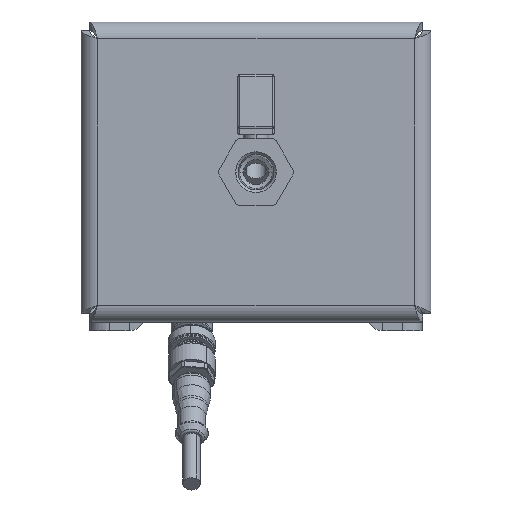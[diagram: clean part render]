
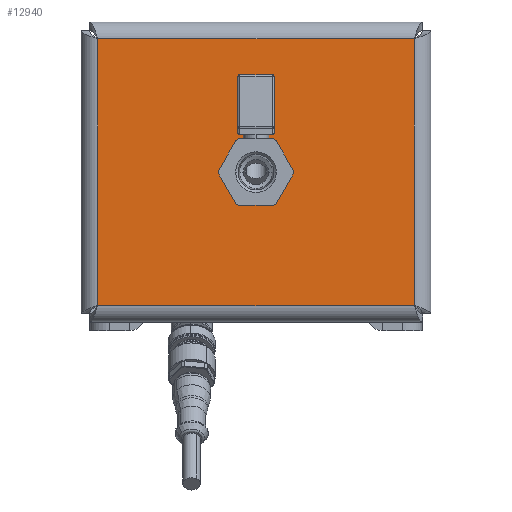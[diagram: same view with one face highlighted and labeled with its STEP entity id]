
A CAD part, front view. The second image highlights one B-rep face of the part: STEP entity #12940.
In plain terms, the highlighted planar face has unit normal (0, -1, 0).
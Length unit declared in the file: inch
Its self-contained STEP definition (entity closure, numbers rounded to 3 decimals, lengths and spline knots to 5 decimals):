
#2262=DIRECTION('',(0.,0.,-1.));
#2263=VECTOR('',#2262,3.3316);
#2264=CARTESIAN_POINT('',(1.9762,0.,1.6658));
#2265=LINE('',#2264,#2263);
#2270=CARTESIAN_POINT('',(0.,0.,0.));
#2271=DIRECTION('',(0.,1.,0.));
#2272=DIRECTION('',(0.,0.,1.));
#2273=AXIS2_PLACEMENT_3D('',#2270,#2271,#2272);
#2275=CARTESIAN_POINT('',(0.,0.,0.));
#2276=DIRECTION('',(0.,1.,0.));
#2277=DIRECTION('',(0.,0.,-1.));
#2278=AXIS2_PLACEMENT_3D('',#2275,#2276,#2277);
#2280=DIRECTION('',(0.,0.,1.));
#2281=VECTOR('',#2280,3.3316);
#2282=CARTESIAN_POINT('',(-1.9762,0.,-1.6658));
#2283=LINE('',#2282,#2281);
#2341=DIRECTION('',(-1.,0.,0.));
#2342=VECTOR('',#2341,3.9524);
#2343=CARTESIAN_POINT('',(1.9762,0.,-1.6658));
#2344=LINE('',#2343,#2342);
#4747=DIRECTION('',(1.,0.,0.));
#4748=VECTOR('',#4747,3.9524);
#4749=CARTESIAN_POINT('',(-1.9762,0.,1.6658));
#4750=LINE('',#4749,#4748);
#8132=CARTESIAN_POINT('',(1.9762,0.,1.6658));
#8133=CARTESIAN_POINT('',(1.9762,0.,-1.6658));
#8134=VERTEX_POINT('',#8132);
#8135=VERTEX_POINT('',#8133);
#8136=CARTESIAN_POINT('',(-1.9762,0.,-1.6658));
#8137=VERTEX_POINT('',#8136);
#8138=CARTESIAN_POINT('',(-1.9762,0.,1.6658));
#8139=VERTEX_POINT('',#8138);
#8192=CARTESIAN_POINT('',(0.,0.,0.3906));
#8193=CARTESIAN_POINT('',(0.,0.,-0.3906));
#8194=VERTEX_POINT('',#8192);
#8195=VERTEX_POINT('',#8193);
#12920=CARTESIAN_POINT('',(0.,0.,0.));
#12921=DIRECTION('',(0.,1.,0.));
#12922=DIRECTION('',(1.,0.,0.));
#12923=AXIS2_PLACEMENT_3D('',#12920,#12921,#12922);
#12924=PLANE('',#12923);
#12926=ORIENTED_EDGE('',*,*,#12925,.T.);
#12928=ORIENTED_EDGE('',*,*,#12927,.T.);
#12929=ORIENTED_EDGE('',*,*,#12904,.T.);
#12931=ORIENTED_EDGE('',*,*,#12930,.T.);
#12932=EDGE_LOOP('',(#12926,#12928,#12929,#12931));
#12933=FACE_OUTER_BOUND('',#12932,.F.);
#12935=ORIENTED_EDGE('',*,*,#12934,.F.);
#12937=ORIENTED_EDGE('',*,*,#12936,.F.);
#12938=EDGE_LOOP('',(#12935,#12937));
#12939=FACE_BOUND('',#12938,.F.);
#2274=CIRCLE('',#2273,0.3906);
#2279=CIRCLE('',#2278,0.3906);
#12904=EDGE_CURVE('',#8134,#8135,#2265,.T.);
#12925=EDGE_CURVE('',#8137,#8139,#2283,.T.);
#12927=EDGE_CURVE('',#8139,#8134,#4750,.T.);
#12930=EDGE_CURVE('',#8135,#8137,#2344,.T.);
#12934=EDGE_CURVE('',#8194,#8195,#2274,.T.);
#12936=EDGE_CURVE('',#8195,#8194,#2279,.T.);
#12940=ADVANCED_FACE('',(#12933,#12939),#12924,.F.);
